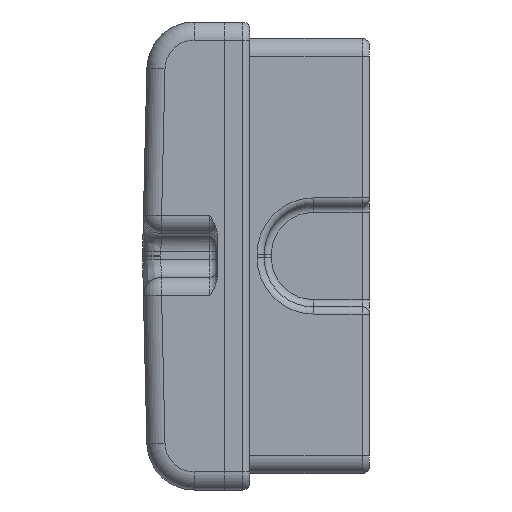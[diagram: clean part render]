
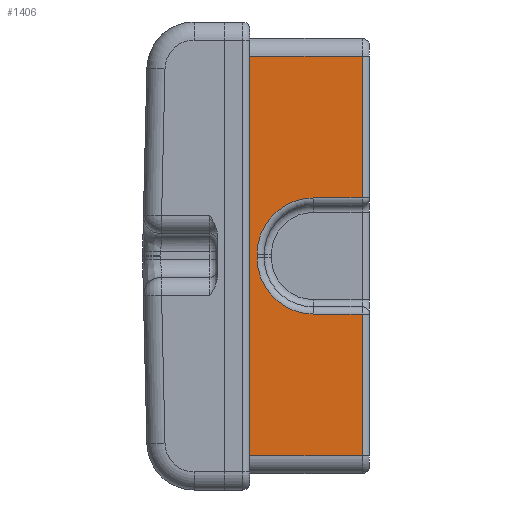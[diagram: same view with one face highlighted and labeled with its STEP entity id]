
A CAD part, left-side view. The second image highlights one B-rep face of the part: STEP entity #1406.
In plain terms, the highlighted planar face has unit normal (-1, 0, 0).
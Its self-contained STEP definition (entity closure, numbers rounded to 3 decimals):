
#9 = CARTESIAN_POINT ( 'NONE',  ( -167., 2., 55. ) ) ;
#649 = EDGE_CURVE ( 'NONE', #9269, #2510, #8991, .T. ) ;
#1032 = ORIENTED_EDGE ( 'NONE', *, *, #12288, .T. ) ;
#1129 = VERTEX_POINT ( 'NONE', #12253 ) ;
#1406 = ADVANCED_FACE ( 'NONE', ( #2990 ), #10408, .F. ) ;
#1437 = ORIENTED_EDGE ( 'NONE', *, *, #3125, .T. ) ;
#1626 = VERTEX_POINT ( 'NONE', #6956 ) ;
#1711 = LINE ( 'NONE', #4165, #7847 ) ;
#1879 = ORIENTED_EDGE ( 'NONE', *, *, #15145, .F. ) ;
#2101 = LINE ( 'NONE', #2491, #6757 ) ;
#2136 = DIRECTION ( 'NONE',  ( 0., 0., 1. ) ) ;
#2206 = CARTESIAN_POINT ( 'NONE',  ( -167., 33., -55. ) ) ;
#2232 = DIRECTION ( 'NONE',  ( 1., 0., 0. ) ) ;
#2491 = CARTESIAN_POINT ( 'NONE',  ( -167., 33., -16. ) ) ;
#2510 = VERTEX_POINT ( 'NONE', #7414 ) ;
#2660 = VECTOR ( 'NONE', #14877, 1000. ) ;
#2764 = EDGE_LOOP ( 'NONE', ( #6087, #5329, #1437, #1879, #4121, #2923, #5746, #1032, #7731, #3139 ) ) ;
#2923 = ORIENTED_EDGE ( 'NONE', *, *, #4396, .T. ) ;
#2990 = FACE_OUTER_BOUND ( 'NONE', #2764, .T. ) ;
#3125 = EDGE_CURVE ( 'NONE', #9578, #1626, #14672, .T. ) ;
#3139 = ORIENTED_EDGE ( 'NONE', *, *, #14111, .T. ) ;
#3310 = CARTESIAN_POINT ( 'NONE',  ( -167., 33., 60. ) ) ;
#3694 = DIRECTION ( 'NONE',  ( 0., 1., 0. ) ) ;
#3766 = CIRCLE ( 'NONE', #4927, 15.5 ) ;
#3862 = CARTESIAN_POINT ( 'NONE',  ( -167., 2., 55. ) ) ;
#3912 = DIRECTION ( 'NONE',  ( 0., 0., 1. ) ) ;
#4121 = ORIENTED_EDGE ( 'NONE', *, *, #9283, .T. ) ;
#4165 = CARTESIAN_POINT ( 'NONE',  ( -167., 33., -55. ) ) ;
#4396 = EDGE_CURVE ( 'NONE', #14533, #10397, #10470, .T. ) ;
#4439 = DIRECTION ( 'NONE',  ( 1., 0., 0. ) ) ;
#4927 = AXIS2_PLACEMENT_3D ( 'NONE', #13074, #2232, #9483 ) ;
#4965 = CIRCLE ( 'NONE', #13473, 15.5 ) ;
#5009 = VERTEX_POINT ( 'NONE', #6949 ) ;
#5300 = CARTESIAN_POINT ( 'NONE',  ( -167., 15.5, 16. ) ) ;
#5329 = ORIENTED_EDGE ( 'NONE', *, *, #12540, .T. ) ;
#5549 = VERTEX_POINT ( 'NONE', #10298 ) ;
#5746 = ORIENTED_EDGE ( 'NONE', *, *, #14232, .T. ) ;
#6087 = ORIENTED_EDGE ( 'NONE', *, *, #649, .T. ) ;
#6700 = CARTESIAN_POINT ( 'NONE',  ( -167., 2., -16. ) ) ;
#6710 = CARTESIAN_POINT ( 'NONE',  ( -167., 2., -55. ) ) ;
#6739 = VECTOR ( 'NONE', #2136, 1000. ) ;
#6757 = VECTOR ( 'NONE', #3694, 1000. ) ;
#6809 = DIRECTION ( 'NONE',  ( 0., 0., -1. ) ) ;
#6949 = CARTESIAN_POINT ( 'NONE',  ( -167., 15.5, -16. ) ) ;
#6956 = CARTESIAN_POINT ( 'NONE',  ( -167., 33., 55. ) ) ;
#7414 = CARTESIAN_POINT ( 'NONE',  ( -167., 2., 16. ) ) ;
#7696 = LINE ( 'NONE', #9858, #10328 ) ;
#7731 = ORIENTED_EDGE ( 'NONE', *, *, #13721, .T. ) ;
#7795 = AXIS2_PLACEMENT_3D ( 'NONE', #3310, #12777, #6809 ) ;
#7847 = VECTOR ( 'NONE', #14908, 1000. ) ;
#7934 = VECTOR ( 'NONE', #10928, 1000. ) ;
#8178 = CARTESIAN_POINT ( 'NONE',  ( -167., 2., -14. ) ) ;
#8991 = LINE ( 'NONE', #10035, #2660 ) ;
#9269 = VERTEX_POINT ( 'NONE', #5300 ) ;
#9283 = EDGE_CURVE ( 'NONE', #13400, #14533, #1711, .T. ) ;
#9483 = DIRECTION ( 'NONE',  ( 0., 0., -1. ) ) ;
#9578 = VERTEX_POINT ( 'NONE', #9 ) ;
#9830 = CARTESIAN_POINT ( 'NONE',  ( -167., 33., 55. ) ) ;
#9858 = CARTESIAN_POINT ( 'NONE',  ( -167., 31., 60. ) ) ;
#10035 = CARTESIAN_POINT ( 'NONE',  ( -167., 33., 16. ) ) ;
#10298 = CARTESIAN_POINT ( 'NONE',  ( -167., 31., -0.5 ) ) ;
#10326 = VECTOR ( 'NONE', #12156, 1000. ) ;
#10328 = VECTOR ( 'NONE', #3912, 1000. ) ;
#10391 = DIRECTION ( 'NONE',  ( 0., 0., -1. ) ) ;
#10397 = VERTEX_POINT ( 'NONE', #6700 ) ;
#10408 = PLANE ( 'NONE',  #7795 ) ;
#10470 = LINE ( 'NONE', #8178, #6739 ) ;
#10580 = VECTOR ( 'NONE', #15299, 1000. ) ;
#10928 = DIRECTION ( 'NONE',  ( 0., 0., 1. ) ) ;
#11779 = CARTESIAN_POINT ( 'NONE',  ( -167., 33., 60. ) ) ;
#12156 = DIRECTION ( 'NONE',  ( 0., 1., 0. ) ) ;
#12253 = CARTESIAN_POINT ( 'NONE',  ( -167., 31., 0.5 ) ) ;
#12288 = EDGE_CURVE ( 'NONE', #5009, #5549, #4965, .T. ) ;
#12540 = EDGE_CURVE ( 'NONE', #2510, #9578, #13028, .T. ) ;
#12777 = DIRECTION ( 'NONE',  ( 1., 0., 0. ) ) ;
#13028 = LINE ( 'NONE', #3862, #7934 ) ;
#13041 = CARTESIAN_POINT ( 'NONE',  ( -167., 15.5, -0.5 ) ) ;
#13074 = CARTESIAN_POINT ( 'NONE',  ( -167., 15.5, 0.5 ) ) ;
#13400 = VERTEX_POINT ( 'NONE', #2206 ) ;
#13473 = AXIS2_PLACEMENT_3D ( 'NONE', #13041, #4439, #10391 ) ;
#13721 = EDGE_CURVE ( 'NONE', #5549, #1129, #7696, .T. ) ;
#13777 = LINE ( 'NONE', #11779, #10580 ) ;
#14111 = EDGE_CURVE ( 'NONE', #1129, #9269, #3766, .T. ) ;
#14232 = EDGE_CURVE ( 'NONE', #10397, #5009, #2101, .T. ) ;
#14533 = VERTEX_POINT ( 'NONE', #6710 ) ;
#14672 = LINE ( 'NONE', #9830, #10326 ) ;
#14877 = DIRECTION ( 'NONE',  ( 0., -1., 0. ) ) ;
#14908 = DIRECTION ( 'NONE',  ( 0., -1., 0. ) ) ;
#15145 = EDGE_CURVE ( 'NONE', #13400, #1626, #13777, .T. ) ;
#15299 = DIRECTION ( 'NONE',  ( 0., 0., 1. ) ) ;
